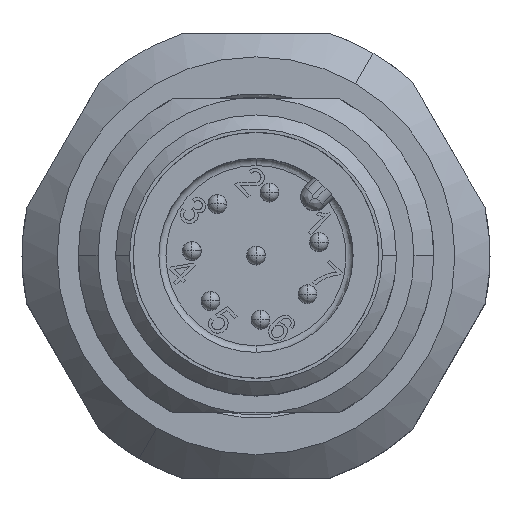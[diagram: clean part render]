
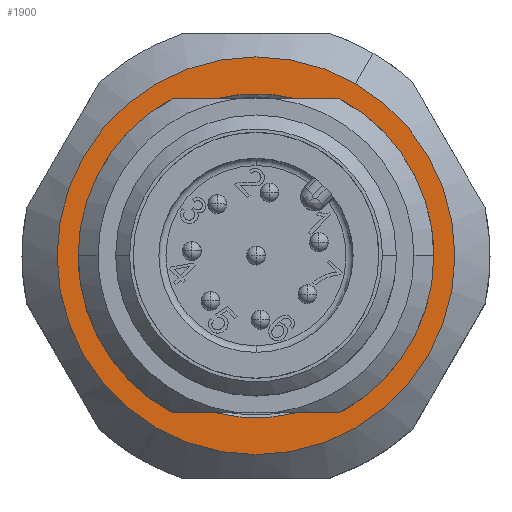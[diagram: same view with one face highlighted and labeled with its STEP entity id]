
A CAD part, top view. The second image highlights one B-rep face of the part: STEP entity #1900.
In plain terms, the highlighted planar face has unit normal (0, 0, 1).
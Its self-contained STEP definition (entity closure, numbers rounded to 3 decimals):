
#1762=AXIS2_PLACEMENT_3D('Plane Axis2P3D',#1759,#1760,#1761) ;
#1766=AXIS2_PLACEMENT_3D('Circle Axis2P3D',#1764,#1765,$) ;
#1775=AXIS2_PLACEMENT_3D('Circle Axis2P3D',#1773,#1774,$) ;
#1793=AXIS2_PLACEMENT_3D('Circle Axis2P3D',#1791,#1792,$) ;
#1846=AXIS2_PLACEMENT_3D('Circle Axis2P3D',#1844,#1845,$) ;
#1759=CARTESIAN_POINT('Axis2P3D Location',(6.52,3.472,22.5)) ;
#1764=CARTESIAN_POINT('Axis2P3D Location',(10.,9.5,22.5)) ;
#1768=CARTESIAN_POINT('Vertex',(14.25,16.861,22.5)) ;
#1770=CARTESIAN_POINT('Vertex',(5.75,2.139,22.5)) ;
#1773=CARTESIAN_POINT('Axis2P3D Location',(10.,9.5,22.5)) ;
#1782=CARTESIAN_POINT('Line Origine',(7.321,16.2,22.5)) ;
#1786=CARTESIAN_POINT('Vertex',(6.413,16.2,22.5)) ;
#1788=CARTESIAN_POINT('Vertex',(8.229,16.2,22.5)) ;
#1791=CARTESIAN_POINT('Axis2P3D Location',(10.,9.5,22.5)) ;
#1795=CARTESIAN_POINT('Vertex',(11.771,16.2,22.5)) ;
#1798=CARTESIAN_POINT('Line Origine',(12.679,16.2,22.5)) ;
#1802=CARTESIAN_POINT('Vertex',(13.587,16.2,22.5)) ;
#1806=CARTESIAN_POINT('Control Point',(13.587,16.2,22.5)) ;
#1807=CARTESIAN_POINT('Control Point',(14.302,15.817,22.5)) ;
#1808=CARTESIAN_POINT('Control Point',(14.965,15.34,22.5)) ;
#1809=CARTESIAN_POINT('Control Point',(15.561,14.776,22.5)) ;
#1810=CARTESIAN_POINT('Control Point',(16.587,13.503,22.5)) ;
#1811=CARTESIAN_POINT('Control Point',(17.244,12.006,22.5)) ;
#1812=CARTESIAN_POINT('Control Point',(17.47,11.218,22.5)) ;
#1813=CARTESIAN_POINT('Control Point',(17.592,10.389,22.5)) ;
#1814=CARTESIAN_POINT('Control Point',(17.6,9.559,22.5)) ;
#1815=CARTESIAN_POINT('Control Point',(17.6,9.539,22.5)) ;
#1816=CARTESIAN_POINT('Control Point',(17.6,9.52,22.5)) ;
#1817=CARTESIAN_POINT('Control Point',(17.6,9.5,22.5)) ;
#1818=CARTESIAN_POINT('Vertex',(17.6,9.5,22.5)) ;
#1822=CARTESIAN_POINT('Control Point',(17.6,9.5,22.5)) ;
#1823=CARTESIAN_POINT('Control Point',(17.6,8.709,22.5)) ;
#1824=CARTESIAN_POINT('Control Point',(17.497,7.919,22.5)) ;
#1825=CARTESIAN_POINT('Control Point',(17.292,7.146,22.5)) ;
#1826=CARTESIAN_POINT('Control Point',(16.677,5.653,22.5)) ;
#1827=CARTESIAN_POINT('Control Point',(15.696,4.37,22.5)) ;
#1828=CARTESIAN_POINT('Control Point',(15.115,3.791,22.5)) ;
#1829=CARTESIAN_POINT('Control Point',(14.433,3.272,22.5)) ;
#1830=CARTESIAN_POINT('Control Point',(13.691,2.857,22.5)) ;
#1831=CARTESIAN_POINT('Control Point',(13.657,2.837,22.5)) ;
#1832=CARTESIAN_POINT('Control Point',(13.622,2.819,22.5)) ;
#1833=CARTESIAN_POINT('Control Point',(13.587,2.8,22.5)) ;
#1834=CARTESIAN_POINT('Vertex',(13.587,2.8,22.5)) ;
#1837=CARTESIAN_POINT('Line Origine',(12.679,2.8,22.5)) ;
#1841=CARTESIAN_POINT('Vertex',(11.771,2.8,22.5)) ;
#1844=CARTESIAN_POINT('Axis2P3D Location',(10.,9.5,22.5)) ;
#1848=CARTESIAN_POINT('Vertex',(8.229,2.8,22.5)) ;
#1851=CARTESIAN_POINT('Line Origine',(7.321,2.8,22.5)) ;
#1855=CARTESIAN_POINT('Vertex',(6.413,2.8,22.5)) ;
#1859=CARTESIAN_POINT('Control Point',(6.413,2.8,22.5)) ;
#1860=CARTESIAN_POINT('Control Point',(5.698,3.183,22.5)) ;
#1861=CARTESIAN_POINT('Control Point',(5.035,3.66,22.5)) ;
#1862=CARTESIAN_POINT('Control Point',(4.439,4.224,22.5)) ;
#1863=CARTESIAN_POINT('Control Point',(3.413,5.497,22.5)) ;
#1864=CARTESIAN_POINT('Control Point',(2.756,6.994,22.5)) ;
#1865=CARTESIAN_POINT('Control Point',(2.53,7.782,22.5)) ;
#1866=CARTESIAN_POINT('Control Point',(2.408,8.611,22.5)) ;
#1867=CARTESIAN_POINT('Control Point',(2.4,9.441,22.5)) ;
#1868=CARTESIAN_POINT('Control Point',(2.4,9.461,22.5)) ;
#1869=CARTESIAN_POINT('Control Point',(2.4,9.48,22.5)) ;
#1870=CARTESIAN_POINT('Control Point',(2.4,9.5,22.5)) ;
#1871=CARTESIAN_POINT('Vertex',(2.4,9.5,22.5)) ;
#1875=CARTESIAN_POINT('Control Point',(2.4,9.5,22.5)) ;
#1876=CARTESIAN_POINT('Control Point',(2.4,10.291,22.5)) ;
#1877=CARTESIAN_POINT('Control Point',(2.503,11.081,22.5)) ;
#1878=CARTESIAN_POINT('Control Point',(2.708,11.854,22.5)) ;
#1879=CARTESIAN_POINT('Control Point',(3.323,13.347,22.5)) ;
#1880=CARTESIAN_POINT('Control Point',(4.304,14.63,22.5)) ;
#1881=CARTESIAN_POINT('Control Point',(4.885,15.209,22.5)) ;
#1882=CARTESIAN_POINT('Control Point',(5.567,15.728,22.5)) ;
#1883=CARTESIAN_POINT('Control Point',(6.309,16.143,22.5)) ;
#1884=CARTESIAN_POINT('Control Point',(6.343,16.163,22.5)) ;
#1885=CARTESIAN_POINT('Control Point',(6.378,16.181,22.5)) ;
#1886=CARTESIAN_POINT('Control Point',(6.413,16.2,22.5)) ;
#1760=DIRECTION('Axis2P3D Direction',(0.,0.,1.)) ;
#1761=DIRECTION('Axis2P3D XDirection',(-0.866,0.5,0.)) ;
#1765=DIRECTION('Axis2P3D Direction',(0.,0.,1.)) ;
#1774=DIRECTION('Axis2P3D Direction',(0.,0.,1.)) ;
#1783=DIRECTION('Vector Direction',(1.,0.,0.)) ;
#1792=DIRECTION('Axis2P3D Direction',(0.,0.,1.)) ;
#1799=DIRECTION('Vector Direction',(1.,0.,0.)) ;
#1838=DIRECTION('Vector Direction',(-1.,0.,0.)) ;
#1845=DIRECTION('Axis2P3D Direction',(0.,0.,1.)) ;
#1852=DIRECTION('Vector Direction',(-1.,0.,0.)) ;
#1784=VECTOR('Line Direction',#1783,1.) ;
#1800=VECTOR('Line Direction',#1799,1.) ;
#1839=VECTOR('Line Direction',#1838,1.) ;
#1853=VECTOR('Line Direction',#1852,1.) ;
#1779=ORIENTED_EDGE('',*,*,#1772,.T.) ;
#1780=ORIENTED_EDGE('',*,*,#1777,.T.) ;
#1889=ORIENTED_EDGE('',*,*,#1790,.T.) ;
#1890=ORIENTED_EDGE('',*,*,#1797,.F.) ;
#1891=ORIENTED_EDGE('',*,*,#1804,.T.) ;
#1892=ORIENTED_EDGE('',*,*,#1820,.T.) ;
#1893=ORIENTED_EDGE('',*,*,#1836,.T.) ;
#1894=ORIENTED_EDGE('',*,*,#1843,.T.) ;
#1895=ORIENTED_EDGE('',*,*,#1850,.F.) ;
#1896=ORIENTED_EDGE('',*,*,#1857,.T.) ;
#1897=ORIENTED_EDGE('',*,*,#1873,.T.) ;
#1898=ORIENTED_EDGE('',*,*,#1887,.T.) ;
#1899=FACE_BOUND('',#1888,.T.) ;
#1900=ADVANCED_FACE('V1',(#1781,#1899),#1763,.T.) ;
#1805=B_SPLINE_CURVE_WITH_KNOTS('',5,(#1806,#1807,#1808,#1809,#1810,#1811,#1812,#1813,#1814,#1815,#1816,#1817),.UNSPECIFIED.,.F.,.U.,(6,3,3,6),(0.,5.73,11.46,11.599),.UNSPECIFIED.) ;
#1821=B_SPLINE_CURVE_WITH_KNOTS('',5,(#1822,#1823,#1824,#1825,#1826,#1827,#1828,#1829,#1830,#1831,#1832,#1833),.UNSPECIFIED.,.F.,.U.,(6,3,3,6),(11.599,17.19,22.919,23.198),.UNSPECIFIED.) ;
#1858=B_SPLINE_CURVE_WITH_KNOTS('',5,(#1859,#1860,#1861,#1862,#1863,#1864,#1865,#1866,#1867,#1868,#1869,#1870),.UNSPECIFIED.,.F.,.U.,(6,3,3,6),(0.,5.73,11.46,11.599),.UNSPECIFIED.) ;
#1874=B_SPLINE_CURVE_WITH_KNOTS('',5,(#1875,#1876,#1877,#1878,#1879,#1880,#1881,#1882,#1883,#1884,#1885,#1886),.UNSPECIFIED.,.F.,.U.,(6,3,3,6),(11.599,17.19,22.919,23.198),.UNSPECIFIED.) ;
#1767=CIRCLE('generated circle',#1766,8.5) ;
#1776=CIRCLE('generated circle',#1775,8.5) ;
#1794=CIRCLE('generated circle',#1793,6.93) ;
#1847=CIRCLE('generated circle',#1846,6.93) ;
#1772=EDGE_CURVE('',#1769,#1771,#1767,.T.) ;
#1777=EDGE_CURVE('',#1771,#1769,#1776,.T.) ;
#1790=EDGE_CURVE('',#1787,#1789,#1785,.T.) ;
#1797=EDGE_CURVE('',#1796,#1789,#1794,.T.) ;
#1804=EDGE_CURVE('',#1796,#1803,#1801,.T.) ;
#1820=EDGE_CURVE('',#1803,#1819,#1805,.T.) ;
#1836=EDGE_CURVE('',#1819,#1835,#1821,.T.) ;
#1843=EDGE_CURVE('',#1835,#1842,#1840,.T.) ;
#1850=EDGE_CURVE('',#1849,#1842,#1847,.T.) ;
#1857=EDGE_CURVE('',#1849,#1856,#1854,.T.) ;
#1873=EDGE_CURVE('',#1856,#1872,#1858,.T.) ;
#1887=EDGE_CURVE('',#1872,#1787,#1874,.T.) ;
#1778=EDGE_LOOP('',(#1779,#1780)) ;
#1888=EDGE_LOOP('',(#1889,#1890,#1891,#1892,#1893,#1894,#1895,#1896,#1897,#1898)) ;
#1781=FACE_OUTER_BOUND('',#1778,.T.) ;
#1785=LINE('Line',#1782,#1784) ;
#1801=LINE('Line',#1798,#1800) ;
#1840=LINE('Line',#1837,#1839) ;
#1854=LINE('Line',#1851,#1853) ;
#1763=PLANE('',#1762) ;
#1769=VERTEX_POINT('',#1768) ;
#1771=VERTEX_POINT('',#1770) ;
#1787=VERTEX_POINT('',#1786) ;
#1789=VERTEX_POINT('',#1788) ;
#1796=VERTEX_POINT('',#1795) ;
#1803=VERTEX_POINT('',#1802) ;
#1819=VERTEX_POINT('',#1818) ;
#1835=VERTEX_POINT('',#1834) ;
#1842=VERTEX_POINT('',#1841) ;
#1849=VERTEX_POINT('',#1848) ;
#1856=VERTEX_POINT('',#1855) ;
#1872=VERTEX_POINT('',#1871) ;
